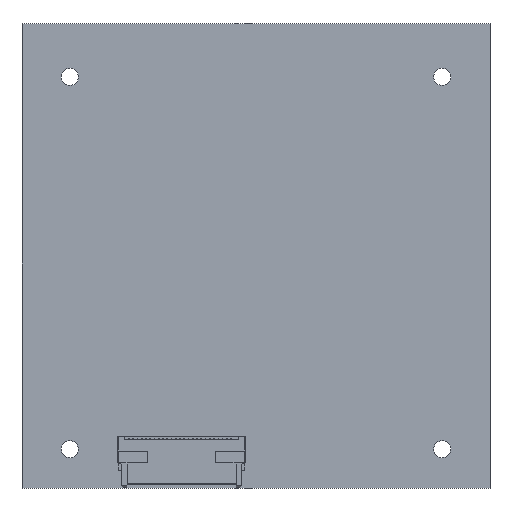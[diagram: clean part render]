
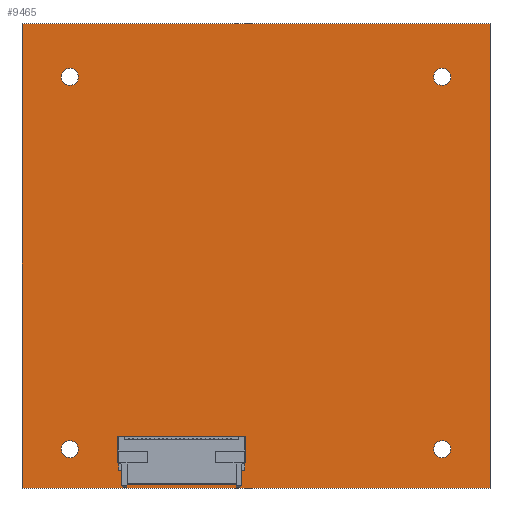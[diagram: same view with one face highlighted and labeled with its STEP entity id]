
A CAD part, top view. The second image highlights one B-rep face of the part: STEP entity #9465.
In plain terms, the highlighted planar face has unit normal (0, 0, 1).
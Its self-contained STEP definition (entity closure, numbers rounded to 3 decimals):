
#9104=FACE_BOUND('',#13178,.T.);
#9105=FACE_BOUND('',#13179,.T.);
#9106=FACE_BOUND('',#13180,.T.);
#9107=FACE_BOUND('',#13181,.T.);
#9108=FACE_BOUND('',#13182,.T.);
#9109=FACE_BOUND('',#13183,.T.);
#9110=FACE_BOUND('',#13184,.T.);
#9190=CIRCLE('',#32188,1.6);
#9191=CIRCLE('',#32189,1.6);
#9192=CIRCLE('',#32190,0.4);
#9193=CIRCLE('',#32191,1.6);
#9194=CIRCLE('',#32192,1.6);
#9195=CIRCLE('',#32193,0.4);
#9465=ADVANCED_FACE('',(#9104,#9105,#9106,#9107,#9108,#9109,#9110),#10767,
 .T.);
#10767=PLANE('',#32194);
#13178=EDGE_LOOP('',(#14560));
#13179=EDGE_LOOP('',(#14561));
#13180=EDGE_LOOP('',(#14562));
#13181=EDGE_LOOP('',(#14563));
#13182=EDGE_LOOP('',(#14564));
#13183=EDGE_LOOP('',(#14565));
#13184=EDGE_LOOP('',(#14566,#14567,#14568,#14569));
#14560=ORIENTED_EDGE('',*,*,#23115,.F.);
#14561=ORIENTED_EDGE('',*,*,#23116,.F.);
#14562=ORIENTED_EDGE('',*,*,#23117,.F.);
#14563=ORIENTED_EDGE('',*,*,#23118,.F.);
#14564=ORIENTED_EDGE('',*,*,#23119,.F.);
#14565=ORIENTED_EDGE('',*,*,#23120,.F.);
#14566=ORIENTED_EDGE('',*,*,#23112,.T.);
#14567=ORIENTED_EDGE('',*,*,#23121,.T.);
#14568=ORIENTED_EDGE('',*,*,#23122,.T.);
#14569=ORIENTED_EDGE('',*,*,#23123,.T.);
#21080=VERTEX_POINT('',#39731);
#21082=VERTEX_POINT('',#39734);
#21084=VERTEX_POINT('',#39740);
#21085=VERTEX_POINT('',#39742);
#21086=VERTEX_POINT('',#39744);
#21087=VERTEX_POINT('',#39746);
#21088=VERTEX_POINT('',#39748);
#21089=VERTEX_POINT('',#39750);
#21090=VERTEX_POINT('',#39752);
#21091=VERTEX_POINT('',#39754);
#23112=EDGE_CURVE('',#21082,#21080,#26374,.T.);
#23115=EDGE_CURVE('',#21084,#21084,#9190,.T.);
#23116=EDGE_CURVE('',#21085,#21085,#9191,.T.);
#23117=EDGE_CURVE('',#21086,#21086,#9192,.T.);
#23118=EDGE_CURVE('',#21087,#21087,#9193,.T.);
#23119=EDGE_CURVE('',#21088,#21088,#9194,.T.);
#23120=EDGE_CURVE('',#21089,#21089,#9195,.T.);
#23121=EDGE_CURVE('',#21080,#21090,#26377,.T.);
#23122=EDGE_CURVE('',#21090,#21091,#26378,.T.);
#23123=EDGE_CURVE('',#21091,#21082,#26379,.T.);
#26374=LINE('',#39733,#29261);
#26377=LINE('',#39751,#29264);
#26378=LINE('',#39753,#29265);
#26379=LINE('',#39755,#29266);
#29261=VECTOR('',#33728,1.);
#29264=VECTOR('',#33745,1.);
#29265=VECTOR('',#33746,1.);
#29266=VECTOR('',#33747,1.);
#32188=AXIS2_PLACEMENT_3D('',#39739,#33733,#33734);
#32189=AXIS2_PLACEMENT_3D('',#39741,#33735,#33736);
#32190=AXIS2_PLACEMENT_3D('',#39743,#33737,#33738);
#32191=AXIS2_PLACEMENT_3D('',#39745,#33739,#33740);
#32192=AXIS2_PLACEMENT_3D('',#39747,#33741,#33742);
#32193=AXIS2_PLACEMENT_3D('',#39749,#33743,#33744);
#32194=AXIS2_PLACEMENT_3D('',#39756,#33748,#33749);
#33728=DIRECTION('',(1.,0.,0.));
#33733=DIRECTION('',(0.,0.,1.));
#33734=DIRECTION('',(1.,0.,0.));
#33735=DIRECTION('',(0.,0.,1.));
#33736=DIRECTION('',(1.,0.,0.));
#33737=DIRECTION('',(0.,0.,1.));
#33738=DIRECTION('',(1.,0.,0.));
#33739=DIRECTION('',(0.,0.,1.));
#33740=DIRECTION('',(1.,0.,0.));
#33741=DIRECTION('',(0.,0.,1.));
#33742=DIRECTION('',(1.,0.,0.));
#33743=DIRECTION('',(0.,0.,1.));
#33744=DIRECTION('',(1.,0.,0.));
#33745=DIRECTION('',(0.,1.,0.));
#33746=DIRECTION('',(-1.,0.,0.));
#33747=DIRECTION('',(0.,-1.,0.));
#33748=DIRECTION('',(0.,0.,1.));
#33749=DIRECTION('',(1.,0.,0.));
#39731=CARTESIAN_POINT('',(44.,-42.34,1.6));
#39733=CARTESIAN_POINT('',(-45.,-42.34,1.6));
#39734=CARTESIAN_POINT('',(-44.,-42.34,1.6));
#39739=CARTESIAN_POINT('',(35.,-35.,1.6));
#39740=CARTESIAN_POINT('',(36.6,-35.,1.6));
#39741=CARTESIAN_POINT('',(35.,35.,1.6));
#39742=CARTESIAN_POINT('',(36.6,35.,1.6));
#39743=CARTESIAN_POINT('',(-3.4,-35.8,1.6));
#39744=CARTESIAN_POINT('',(-3.,-35.8,1.6));
#39745=CARTESIAN_POINT('',(-35.,35.,1.6));
#39746=CARTESIAN_POINT('',(-33.4,35.,1.6));
#39747=CARTESIAN_POINT('',(-35.,-35.,1.6));
#39748=CARTESIAN_POINT('',(-33.4,-35.,1.6));
#39749=CARTESIAN_POINT('',(-24.6,-35.8,1.6));
#39750=CARTESIAN_POINT('',(-24.2,-35.8,1.6));
#39751=CARTESIAN_POINT('',(44.,1.33,1.6));
#39752=CARTESIAN_POINT('',(44.,45.,1.6));
#39753=CARTESIAN_POINT('',(45.,45.,1.6));
#39754=CARTESIAN_POINT('',(-44.,45.,1.6));
#39755=CARTESIAN_POINT('',(-44.,1.33,1.6));
#39756=CARTESIAN_POINT('',(0.,1.33,1.6));
